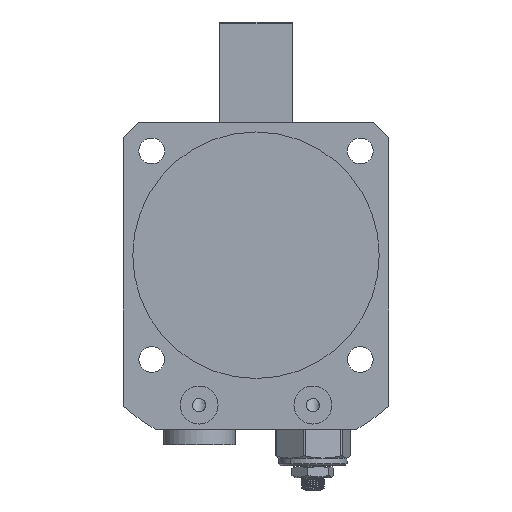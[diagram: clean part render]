
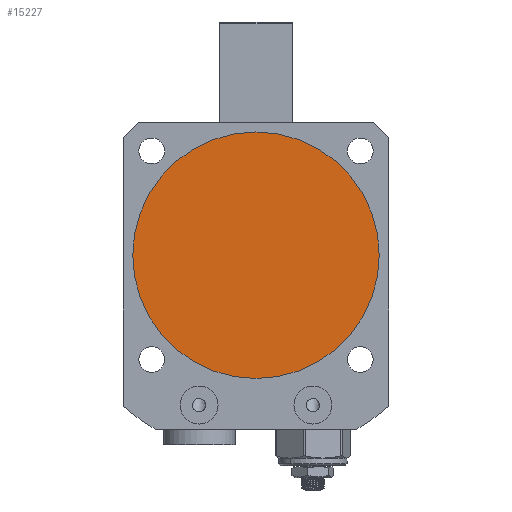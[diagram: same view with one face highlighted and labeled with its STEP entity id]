
A CAD part, front view. The second image highlights one B-rep face of the part: STEP entity #15227.
In plain terms, the highlighted planar face has unit normal (0, -1, 0).
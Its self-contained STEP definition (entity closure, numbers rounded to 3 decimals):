
#143 = VERTEX_POINT ( 'NONE', #8557 ) ;
#394 = DIRECTION ( 'NONE',  ( 0., 1., 0. ) ) ;
#2351 = ORIENTED_EDGE ( 'NONE', *, *, #11351, .F. ) ;
#3131 = EDGE_LOOP ( 'NONE', ( #2351, #12697 ) ) ;
#3317 = AXIS2_PLACEMENT_3D ( 'NONE', #8163, #394, #9473 ) ;
#4206 = CARTESIAN_POINT ( 'NONE',  ( 0., 0., 0. ) ) ;
#5505 = DIRECTION ( 'NONE',  ( 0., 0., -1. ) ) ;
#5979 = AXIS2_PLACEMENT_3D ( 'NONE', #14714, #7002, #16007 ) ;
#7002 = DIRECTION ( 'NONE',  ( 0., -1., 0. ) ) ;
#8007 = EDGE_CURVE ( 'NONE', #143, #8895, #8889, .T. ) ;
#8163 = CARTESIAN_POINT ( 'NONE',  ( 0., 0., 0. ) ) ;
#8207 = PLANE ( 'NONE',  #5979 ) ;
#8557 = CARTESIAN_POINT ( 'NONE',  ( 0., 0., 32.5 ) ) ;
#8889 = CIRCLE ( 'NONE', #13908, 32.5 ) ;
#8895 = VERTEX_POINT ( 'NONE', #14843 ) ;
#9473 = DIRECTION ( 'NONE',  ( 0., 0., -1. ) ) ;
#11351 = EDGE_CURVE ( 'NONE', #8895, #143, #14793, .T. ) ;
#12697 = ORIENTED_EDGE ( 'NONE', *, *, #8007, .F. ) ;
#12842 = FACE_OUTER_BOUND ( 'NONE', #3131, .T. ) ;
#13245 = DIRECTION ( 'NONE',  ( 0., 1., 0. ) ) ;
#13908 = AXIS2_PLACEMENT_3D ( 'NONE', #4206, #13245, #5505 ) ;
#14714 = CARTESIAN_POINT ( 'NONE',  ( 27., 0., 0. ) ) ;
#14793 = CIRCLE ( 'NONE', #3317, 32.5 ) ;
#14843 = CARTESIAN_POINT ( 'NONE',  ( 0., 0., -32.5 ) ) ;
#15227 = ADVANCED_FACE ( 'NONE', ( #12842 ), #8207, .T. ) ;
#16007 = DIRECTION ( 'NONE',  ( 0., 0., -1. ) ) ;
